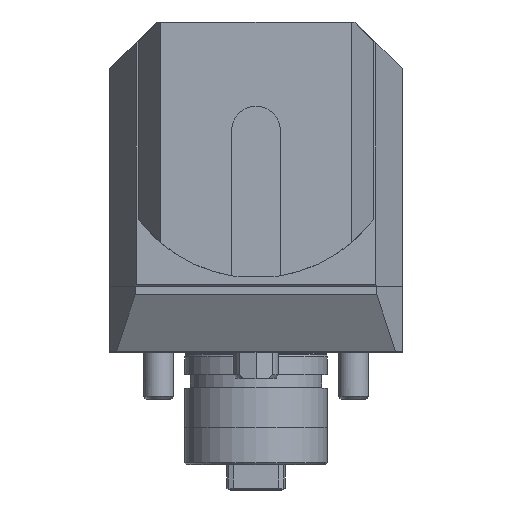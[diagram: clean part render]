
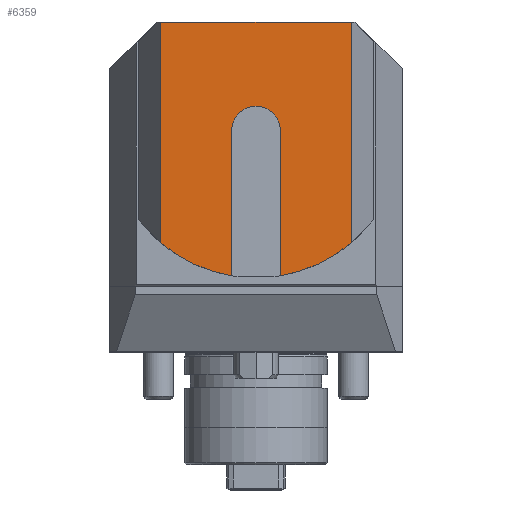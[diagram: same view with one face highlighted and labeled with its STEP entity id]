
A CAD part, top view. The second image highlights one B-rep face of the part: STEP entity #6359.
In plain terms, the highlighted planar face has unit normal (0, 0, 1).
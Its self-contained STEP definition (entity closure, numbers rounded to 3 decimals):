
#102 = EDGE_CURVE ( 'NONE', #12601, #10881, #19358, .T. ) ;
#438 = VECTOR ( 'NONE', #1233, 1000. ) ;
#459 = ORIENTED_EDGE ( 'NONE', *, *, #18369, .T. ) ;
#1233 = DIRECTION ( 'NONE',  ( 0., 1., 0. ) ) ;
#1360 = FACE_OUTER_BOUND ( 'NONE', #21293, .T. ) ;
#1524 = VERTEX_POINT ( 'NONE', #19059 ) ;
#1550 = VERTEX_POINT ( 'NONE', #1817 ) ;
#1817 = CARTESIAN_POINT ( 'NONE',  ( 26.072, 81., 96.5 ) ) ;
#1929 = ORIENTED_EDGE ( 'NONE', *, *, #5493, .T. ) ;
#2265 = AXIS2_PLACEMENT_3D ( 'NONE', #4627, #15886, #19501 ) ;
#2345 = VECTOR ( 'NONE', #2860, 1000. ) ;
#2363 = VECTOR ( 'NONE', #18401, 1000. ) ;
#2704 = EDGE_CURVE ( 'NONE', #15846, #1524, #20059, .T. ) ;
#2860 = DIRECTION ( 'NONE',  ( -1., 0., 0. ) ) ;
#4334 = EDGE_CURVE ( 'NONE', #10199, #23734, #13010, .T. ) ;
#4627 = CARTESIAN_POINT ( 'NONE',  ( 0.596, 52., 96.5 ) ) ;
#4931 = CARTESIAN_POINT ( 'NONE',  ( -5.904, 13.292, 96.5 ) ) ;
#5493 = EDGE_CURVE ( 'NONE', #1550, #19771, #23625, .T. ) ;
#5965 = DIRECTION ( 'NONE',  ( 0., 0., 1. ) ) ;
#6088 = AXIS2_PLACEMENT_3D ( 'NONE', #17371, #16133, #11755 ) ;
#6359 = ADVANCED_FACE ( 'Defeature completata1_173', ( #1360 ), #16706, .T. ) ;
#6931 = CARTESIAN_POINT ( 'NONE',  ( -24.881, 22.142, 96.5 ) ) ;
#7246 = AXIS2_PLACEMENT_3D ( 'NONE', #18460, #16590, #24226 ) ;
#7690 = CARTESIAN_POINT ( 'NONE',  ( -24.881, 52., 96.5 ) ) ;
#7738 = EDGE_CURVE ( 'NONE', #12601, #15846, #10938, .T. ) ;
#7976 = ORIENTED_EDGE ( 'NONE', *, *, #18245, .T. ) ;
#8215 = CARTESIAN_POINT ( 'NONE',  ( 26.072, 22.142, 96.5 ) ) ;
#8355 = ORIENTED_EDGE ( 'NONE', *, *, #102, .T. ) ;
#8617 = CARTESIAN_POINT ( 'NONE',  ( 0.596, 81., 96.5 ) ) ;
#9604 = VECTOR ( 'NONE', #21214, 1000. ) ;
#10199 = VERTEX_POINT ( 'NONE', #6931 ) ;
#10881 = VERTEX_POINT ( 'NONE', #8215 ) ;
#10907 = LINE ( 'NONE', #24297, #2363 ) ;
#10938 = LINE ( 'NONE', #18569, #9604 ) ;
#11583 = CARTESIAN_POINT ( 'NONE',  ( 0.596, 52., 96.5 ) ) ;
#11755 = DIRECTION ( 'NONE',  ( 0., -1., 0. ) ) ;
#12254 = EDGE_CURVE ( 'NONE', #1524, #23734, #10907, .T. ) ;
#12601 = VERTEX_POINT ( 'NONE', #13872 ) ;
#12738 = VECTOR ( 'NONE', #13196, 1000. ) ;
#12948 = CARTESIAN_POINT ( 'NONE',  ( 26.072, 52., 96.5 ) ) ;
#13010 = CIRCLE ( 'NONE', #2265, 39.25 ) ;
#13161 = ORIENTED_EDGE ( 'NONE', *, *, #12254, .F. ) ;
#13196 = DIRECTION ( 'NONE',  ( 0., -1., 0. ) ) ;
#13872 = CARTESIAN_POINT ( 'NONE',  ( 7.096, 13.292, 96.5 ) ) ;
#15089 = LINE ( 'NONE', #7690, #12738 ) ;
#15487 = DIRECTION ( 'NONE',  ( 0., -1., 0. ) ) ;
#15846 = VERTEX_POINT ( 'NONE', #18961 ) ;
#15886 = DIRECTION ( 'NONE',  ( 0., 0., 1. ) ) ;
#16133 = DIRECTION ( 'NONE',  ( 0., 0., 1. ) ) ;
#16451 = LINE ( 'NONE', #12948, #438 ) ;
#16590 = DIRECTION ( 'NONE',  ( 0., 0., 1. ) ) ;
#16640 = ORIENTED_EDGE ( 'NONE', *, *, #2704, .F. ) ;
#16706 = PLANE ( 'NONE',  #7246 ) ;
#17371 = CARTESIAN_POINT ( 'NONE',  ( 0.596, 52., 96.5 ) ) ;
#18142 = AXIS2_PLACEMENT_3D ( 'NONE', #11583, #5965, #15487 ) ;
#18245 = EDGE_CURVE ( 'NONE', #10881, #1550, #16451, .T. ) ;
#18341 = ORIENTED_EDGE ( 'NONE', *, *, #7738, .F. ) ;
#18369 = EDGE_CURVE ( 'NONE', #19771, #10199, #15089, .T. ) ;
#18401 = DIRECTION ( 'NONE',  ( 0., -1., 0. ) ) ;
#18460 = CARTESIAN_POINT ( 'NONE',  ( 0.596, 52., 96.5 ) ) ;
#18569 = CARTESIAN_POINT ( 'NONE',  ( 7.096, 52., 96.5 ) ) ;
#18961 = CARTESIAN_POINT ( 'NONE',  ( 7.096, 52., 96.5 ) ) ;
#19059 = CARTESIAN_POINT ( 'NONE',  ( -5.904, 52., 96.5 ) ) ;
#19358 = CIRCLE ( 'NONE', #18142, 39.25 ) ;
#19501 = DIRECTION ( 'NONE',  ( 0., -1., 0. ) ) ;
#19771 = VERTEX_POINT ( 'NONE', #20510 ) ;
#20059 = CIRCLE ( 'NONE', #6088, 6.5 ) ;
#20510 = CARTESIAN_POINT ( 'NONE',  ( -24.881, 81., 96.5 ) ) ;
#21214 = DIRECTION ( 'NONE',  ( 0., 1., 0. ) ) ;
#21293 = EDGE_LOOP ( 'NONE', ( #7976, #1929, #459, #23661, #13161, #16640, #18341, #8355 ) ) ;
#23625 = LINE ( 'NONE', #8617, #2345 ) ;
#23661 = ORIENTED_EDGE ( 'NONE', *, *, #4334, .T. ) ;
#23734 = VERTEX_POINT ( 'NONE', #4931 ) ;
#24226 = DIRECTION ( 'NONE',  ( 0., -1., 0. ) ) ;
#24297 = CARTESIAN_POINT ( 'NONE',  ( -5.904, 52., 96.5 ) ) ;
